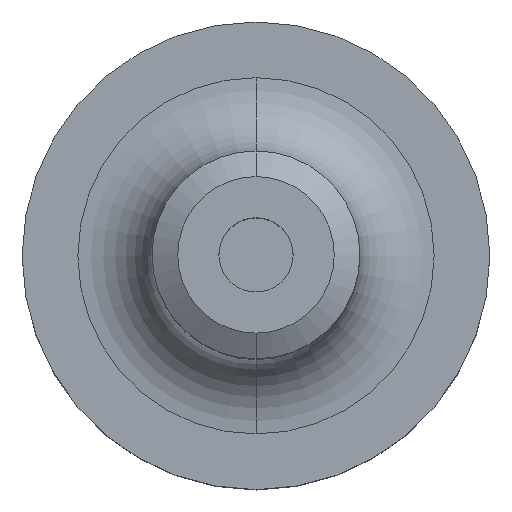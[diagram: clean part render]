
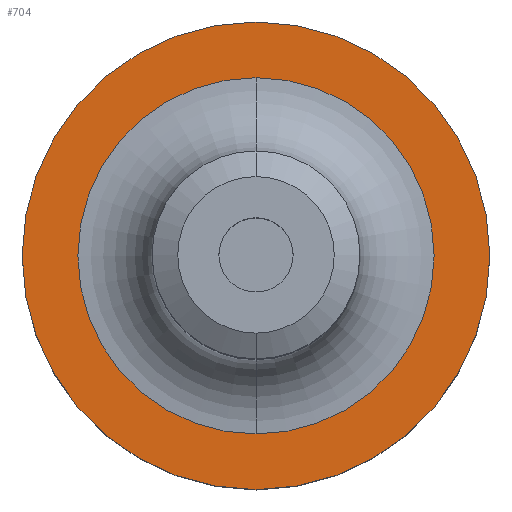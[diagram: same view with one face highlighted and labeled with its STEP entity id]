
A CAD part, top view. The second image highlights one B-rep face of the part: STEP entity #704.
In plain terms, the highlighted planar face has unit normal (0, 0, 1).
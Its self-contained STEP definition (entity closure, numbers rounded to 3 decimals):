
#15 = VERTEX_POINT ( 'NONE', #569 ) ;
#86 = DIRECTION ( 'NONE',  ( 0., 0., -1. ) ) ;
#172 = DIRECTION ( 'NONE',  ( 0., 0., -1. ) ) ;
#195 = CARTESIAN_POINT ( 'NONE',  ( 0., 14., 26. ) ) ;
#255 = AXIS2_PLACEMENT_3D ( 'NONE', #1311, #556, #1432 ) ;
#330 = CARTESIAN_POINT ( 'NONE',  ( 0., -24., 26. ) ) ;
#390 = VERTEX_POINT ( 'NONE', #330 ) ;
#392 = VERTEX_POINT ( 'NONE', #712 ) ;
#404 = EDGE_CURVE ( 'NONE', #390, #392, #1346, .T. ) ;
#447 = AXIS2_PLACEMENT_3D ( 'NONE', #195, #1332, #1473 ) ;
#519 = CARTESIAN_POINT ( 'NONE',  ( 0., 0., 26. ) ) ;
#524 = EDGE_LOOP ( 'NONE', ( #1275, #1361 ) ) ;
#526 = ORIENTED_EDGE ( 'NONE', *, *, #404, .T. ) ;
#556 = DIRECTION ( 'NONE',  ( 0., 0., -1. ) ) ;
#569 = CARTESIAN_POINT ( 'NONE',  ( 0., -31.5, 26. ) ) ;
#591 = CIRCLE ( 'NONE', #255, 31.5 ) ;
#654 = DIRECTION ( 'NONE',  ( 0., -1., 0. ) ) ;
#663 = EDGE_LOOP ( 'NONE', ( #526, #896 ) ) ;
#704 = ADVANCED_FACE ( 'NONE', ( #1234, #939 ), #960, .T. ) ;
#712 = CARTESIAN_POINT ( 'NONE',  ( 0., 24., 26. ) ) ;
#844 = EDGE_CURVE ( 'NONE', #1186, #15, #1256, .T. ) ;
#871 = EDGE_CURVE ( 'NONE', #15, #1186, #591, .T. ) ;
#896 = ORIENTED_EDGE ( 'NONE', *, *, #1451, .T. ) ;
#923 = AXIS2_PLACEMENT_3D ( 'NONE', #980, #86, #1305 ) ;
#931 = CARTESIAN_POINT ( 'NONE',  ( 0., 0., 26. ) ) ;
#939 = FACE_OUTER_BOUND ( 'NONE', #524, .T. ) ;
#954 = AXIS2_PLACEMENT_3D ( 'NONE', #519, #1402, #654 ) ;
#960 = PLANE ( 'NONE',  #447 ) ;
#980 = CARTESIAN_POINT ( 'NONE',  ( 0., 0., 26. ) ) ;
#1004 = CARTESIAN_POINT ( 'NONE',  ( 0., 31.5, 26. ) ) ;
#1059 = DIRECTION ( 'NONE',  ( 0., 1., 0. ) ) ;
#1186 = VERTEX_POINT ( 'NONE', #1004 ) ;
#1213 = AXIS2_PLACEMENT_3D ( 'NONE', #931, #172, #1059 ) ;
#1234 = FACE_BOUND ( 'NONE', #663, .T. ) ;
#1256 = CIRCLE ( 'NONE', #1213, 31.5 ) ;
#1275 = ORIENTED_EDGE ( 'NONE', *, *, #844, .F. ) ;
#1305 = DIRECTION ( 'NONE',  ( 0., -1., 0. ) ) ;
#1311 = CARTESIAN_POINT ( 'NONE',  ( 0., 0., 26. ) ) ;
#1332 = DIRECTION ( 'NONE',  ( 0., 0., 1. ) ) ;
#1346 = CIRCLE ( 'NONE', #923, 24. ) ;
#1361 = ORIENTED_EDGE ( 'NONE', *, *, #871, .F. ) ;
#1402 = DIRECTION ( 'NONE',  ( 0., 0., -1. ) ) ;
#1432 = DIRECTION ( 'NONE',  ( 0., 1., 0. ) ) ;
#1451 = EDGE_CURVE ( 'NONE', #392, #390, #1616, .T. ) ;
#1473 = DIRECTION ( 'NONE',  ( 0., -1., 0. ) ) ;
#1616 = CIRCLE ( 'NONE', #954, 24. ) ;
